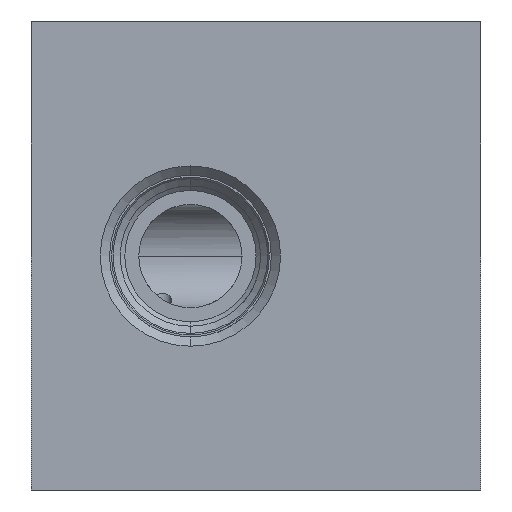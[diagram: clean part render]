
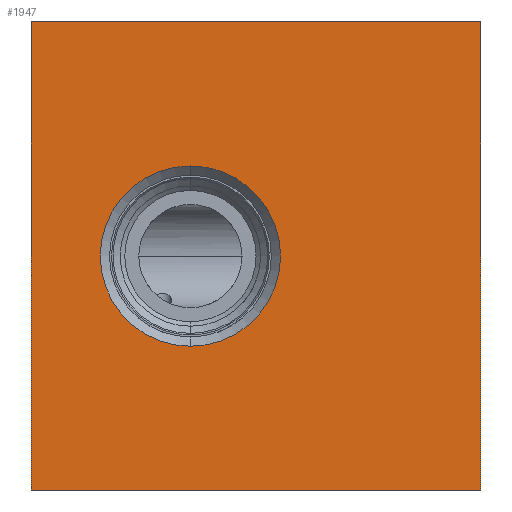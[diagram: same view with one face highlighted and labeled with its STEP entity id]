
A CAD part, left-side view. The second image highlights one B-rep face of the part: STEP entity #1947.
In plain terms, the highlighted planar face has unit normal (-1, 0, 0).
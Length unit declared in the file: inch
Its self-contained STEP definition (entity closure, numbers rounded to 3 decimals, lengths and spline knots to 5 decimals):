
#1=DIRECTION('',(0.,-1.,0.));
#2=VECTOR('',#1,3.);
#3=CARTESIAN_POINT('',(0.,0.,0.));
#4=LINE('',#3,#2);
#37=DIRECTION('',(0.,0.,1.));
#38=VECTOR('',#37,3.125);
#39=CARTESIAN_POINT('',(0.,0.,0.));
#40=LINE('',#39,#38);
#41=CARTESIAN_POINT('',(0.,-1.062,1.562));
#42=DIRECTION('',(1.,0.,0.));
#43=DIRECTION('',(0.,0.,-1.));
#44=AXIS2_PLACEMENT_3D('',#41,#42,#43);
#46=CARTESIAN_POINT('',(0.,-1.062,1.562));
#47=DIRECTION('',(1.,0.,0.));
#48=DIRECTION('',(0.,0.,1.));
#49=AXIS2_PLACEMENT_3D('',#46,#47,#48);
#89=DIRECTION('',(0.,0.,1.));
#90=VECTOR('',#89,3.125);
#91=CARTESIAN_POINT('',(0.,-3.,0.));
#92=LINE('',#91,#90);
#113=DIRECTION('',(0.,-1.,0.));
#114=VECTOR('',#113,3.);
#115=CARTESIAN_POINT('',(0.,0.,3.125));
#116=LINE('',#115,#114);
#1657=CARTESIAN_POINT('',(0.,0.,0.));
#1658=CARTESIAN_POINT('',(0.,-3.,0.));
#1659=VERTEX_POINT('',#1657);
#1660=VERTEX_POINT('',#1658);
#1665=CARTESIAN_POINT('',(0.,0.,3.125));
#1666=CARTESIAN_POINT('',(0.,-3.,3.125));
#1667=VERTEX_POINT('',#1665);
#1668=VERTEX_POINT('',#1666);
#1881=CARTESIAN_POINT('',(0.,-1.062,2.164));
#1882=VERTEX_POINT('',#1881);
#1883=CARTESIAN_POINT('',(0.,-1.062,0.96));
#1884=VERTEX_POINT('',#1883);
#1927=CARTESIAN_POINT('',(0.,0.,0.));
#1928=DIRECTION('',(-1.,0.,0.));
#1929=DIRECTION('',(0.,-1.,0.));
#1930=AXIS2_PLACEMENT_3D('',#1927,#1928,#1929);
#1931=PLANE('',#1930);
#1932=ORIENTED_EDGE('',*,*,#1904,.F.);
#1934=ORIENTED_EDGE('',*,*,#1933,.T.);
#1936=ORIENTED_EDGE('',*,*,#1935,.T.);
#1938=ORIENTED_EDGE('',*,*,#1937,.F.);
#1939=EDGE_LOOP('',(#1932,#1934,#1936,#1938));
#1940=FACE_OUTER_BOUND('',#1939,.F.);
#1942=ORIENTED_EDGE('',*,*,#1941,.F.);
#1944=ORIENTED_EDGE('',*,*,#1943,.F.);
#1945=EDGE_LOOP('',(#1942,#1944));
#1946=FACE_BOUND('',#1945,.F.);
#1947=ADVANCED_FACE('',(#1940,#1946),#1931,.T.);
#45=CIRCLE('',#44,0.602);
#50=CIRCLE('',#49,0.602);
#1904=EDGE_CURVE('',#1659,#1660,#4,.T.);
#1933=EDGE_CURVE('',#1659,#1667,#40,.T.);
#1935=EDGE_CURVE('',#1667,#1668,#116,.T.);
#1937=EDGE_CURVE('',#1660,#1668,#92,.T.);
#1941=EDGE_CURVE('',#1884,#1882,#45,.T.);
#1943=EDGE_CURVE('',#1882,#1884,#50,.T.);
